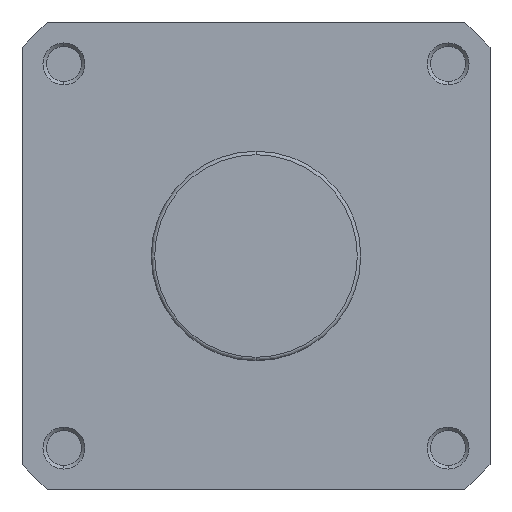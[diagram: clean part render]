
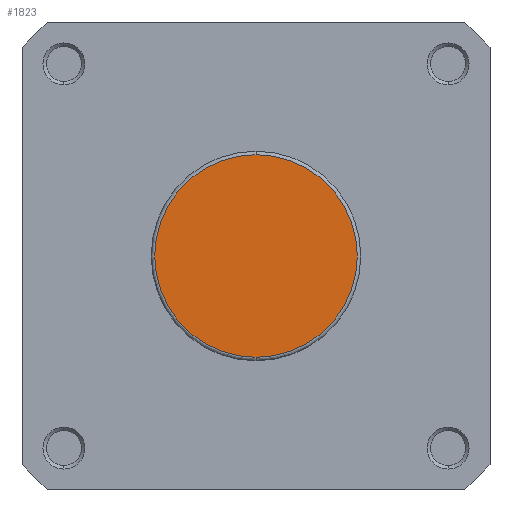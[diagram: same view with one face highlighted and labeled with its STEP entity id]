
A CAD part, left-side view. The second image highlights one B-rep face of the part: STEP entity #1823.
In plain terms, the highlighted planar face has unit normal (-1, 0, 0).
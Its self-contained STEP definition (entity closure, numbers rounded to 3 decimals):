
#275 = ORIENTED_EDGE ( 'NONE', *, *, #1194, .T. ) ;
#276 = ORIENTED_EDGE ( 'NONE', *, *, #706, .T. ) ;
#706 = EDGE_CURVE ( 'NONE', #4997, #5008, #2290, .T. ) ;
#1194 = EDGE_CURVE ( 'NONE', #5008, #4997, #5756, .T. ) ;
#1260 = AXIS2_PLACEMENT_3D ( 'NONE', #3614, #3658, #3608 ) ;
#1406 = AXIS2_PLACEMENT_3D ( 'NONE', #4450, #4452, #4453 ) ;
#1603 = AXIS2_PLACEMENT_3D ( 'NONE', #6677, #6679, #6680 ) ;
#1823 = ADVANCED_FACE ( 'NONE', ( #6108 ), #6678, .F. ) ;
#2129 = EDGE_LOOP ( 'NONE', ( #276, #275 ) ) ;
#2290 = CIRCLE ( 'NONE', #1260, 29. ) ;
#3608 = DIRECTION ( 'NONE',  ( 0., 0., -1. ) ) ;
#3614 = CARTESIAN_POINT ( 'NONE',  ( 0., 0., 0. ) ) ;
#3658 = DIRECTION ( 'NONE',  ( -1., 0., 0. ) ) ;
#4450 = CARTESIAN_POINT ( 'NONE',  ( 0., 0., 0. ) ) ;
#4452 = DIRECTION ( 'NONE',  ( -1., 0., 0. ) ) ;
#4453 = DIRECTION ( 'NONE',  ( 0., 0., -1. ) ) ;
#4997 = VERTEX_POINT ( 'NONE', #7120 ) ;
#5008 = VERTEX_POINT ( 'NONE', #7131 ) ;
#5756 = CIRCLE ( 'NONE', #1406, 29. ) ;
#6108 = FACE_OUTER_BOUND ( 'NONE', #2129, .T. ) ;
#6677 = CARTESIAN_POINT ( 'NONE',  ( 0., 30., 0. ) ) ;
#6678 = PLANE ( 'NONE',  #1603 ) ;
#6679 = DIRECTION ( 'NONE',  ( 1., 0., 0. ) ) ;
#6680 = DIRECTION ( 'NONE',  ( 0., 0., -1. ) ) ;
#7120 = CARTESIAN_POINT ( 'NONE',  ( 0., 0., -29. ) ) ;
#7131 = CARTESIAN_POINT ( 'NONE',  ( 0., 0., 29. ) ) ;
